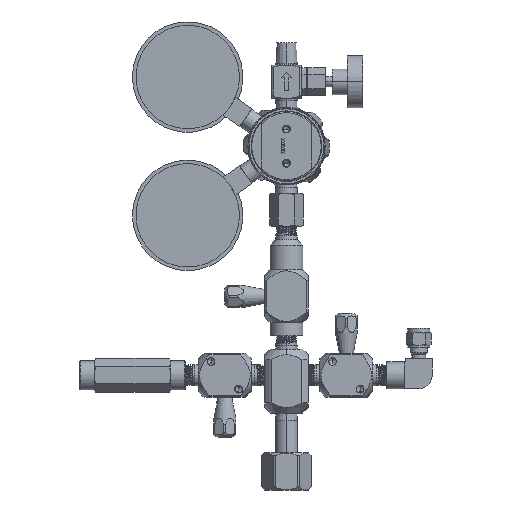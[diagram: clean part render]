
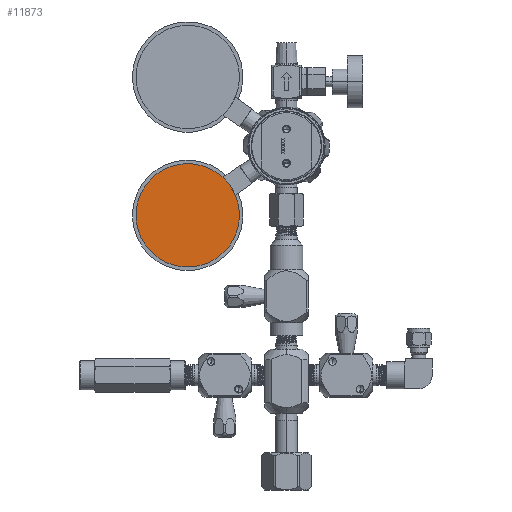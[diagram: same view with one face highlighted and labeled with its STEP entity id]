
A CAD part, left-side view. The second image highlights one B-rep face of the part: STEP entity #11873.
In plain terms, the highlighted face is planar.
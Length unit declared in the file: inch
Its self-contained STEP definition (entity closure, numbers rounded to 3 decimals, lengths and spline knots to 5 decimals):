
#11629=CARTESIAN_POINT('',(0.,0.,-0.83));
#11630=DIRECTION('',(0.,0.,-1.));
#11631=DIRECTION('',(1.,0.,0.));
#11632=AXIS2_PLACEMENT_3D('',#11629,#11630,#11631);
#11634=CARTESIAN_POINT('',(0.,0.,-0.83));
#11635=DIRECTION('',(0.,0.,-1.));
#11636=DIRECTION('',(-1.,0.,0.));
#11637=AXIS2_PLACEMENT_3D('',#11634,#11635,#11636);
#11710=CARTESIAN_POINT('',(-1.325,0.,-0.83));
#11712=VERTEX_POINT('',#11710);
#11714=CARTESIAN_POINT('',(1.325,0.,-0.83));
#11716=VERTEX_POINT('',#11714);
#11863=CARTESIAN_POINT('',(0.,0.,-0.83));
#11864=DIRECTION('',(0.,0.,1.));
#11865=DIRECTION('',(1.,0.,0.));
#11866=AXIS2_PLACEMENT_3D('',#11863,#11864,#11865);
#11867=PLANE('',#11866);
#11868=ORIENTED_EDGE('',*,*,#11805,.F.);
#11870=ORIENTED_EDGE('',*,*,#11869,.F.);
#11871=EDGE_LOOP('',(#11868,#11870));
#11872=FACE_OUTER_BOUND('',#11871,.F.);
#11873=ADVANCED_FACE('',(#11872),#11867,.F.);
#11633=CIRCLE('',#11632,1.325);
#11638=CIRCLE('',#11637,1.325);
#11805=EDGE_CURVE('',#11716,#11712,#11633,.T.);
#11869=EDGE_CURVE('',#11712,#11716,#11638,.T.);
